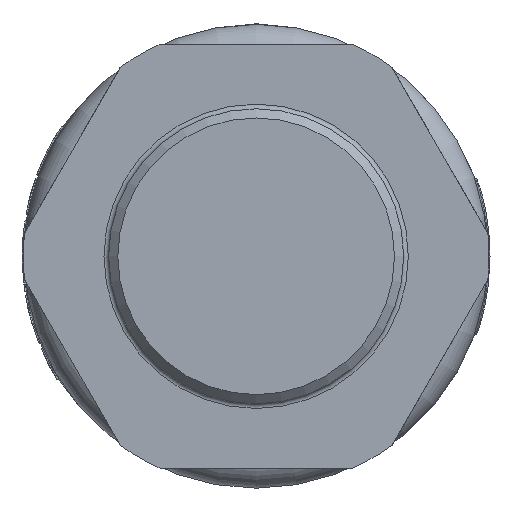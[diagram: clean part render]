
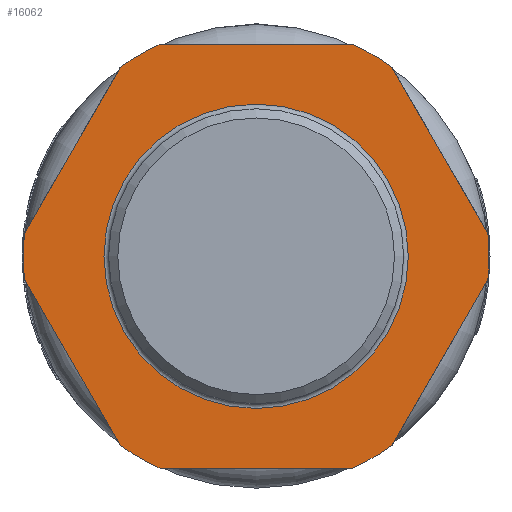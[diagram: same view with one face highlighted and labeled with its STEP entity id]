
A CAD part, left-side view. The second image highlights one B-rep face of the part: STEP entity #16062.
In plain terms, the highlighted planar face has unit normal (-1, 0, 0).
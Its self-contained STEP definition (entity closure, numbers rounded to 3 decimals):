
#1146=FACE_BOUND('',#3260,.T.);
#1592=PLANE('',#17505);
#2366=FACE_OUTER_BOUND('',#3259,.T.);
#3259=EDGE_LOOP('',(#13631,#13632,#13633,#13634,#13635,#13636,#13637,#13638,
#13639,#13640,#13641,#13642));
#3260=EDGE_LOOP('',(#13643,#13644));
#3983=LINE('',#31896,#4679);
#3986=LINE('',#31926,#4682);
#3989=LINE('',#31956,#4685);
#3992=LINE('',#31986,#4688);
#3995=LINE('',#32016,#4691);
#3998=LINE('',#32046,#4694);
#4679=VECTOR('',#20877,10.);
#4682=VECTOR('',#20882,10.);
#4685=VECTOR('',#20887,10.);
#4688=VECTOR('',#20892,10.);
#4691=VECTOR('',#20897,10.);
#4694=VECTOR('',#20902,10.);
#5455=CIRCLE('',#17496,25.25);
#5456=CIRCLE('',#17498,25.25);
#5457=CIRCLE('',#17500,25.25);
#5458=CIRCLE('',#17502,25.25);
#5459=CIRCLE('',#17504,25.25);
#5460=CIRCLE('',#17506,25.25);
#5461=CIRCLE('',#17507,16.5);
#5462=CIRCLE('',#17508,16.5);
#6957=VERTEX_POINT('',#31893);
#6958=VERTEX_POINT('',#31895);
#6961=VERTEX_POINT('',#31923);
#6962=VERTEX_POINT('',#31925);
#6965=VERTEX_POINT('',#31953);
#6966=VERTEX_POINT('',#31955);
#6969=VERTEX_POINT('',#31983);
#6970=VERTEX_POINT('',#31985);
#6973=VERTEX_POINT('',#32013);
#6974=VERTEX_POINT('',#32015);
#6977=VERTEX_POINT('',#32043);
#6978=VERTEX_POINT('',#32045);
#6980=VERTEX_POINT('',#32070);
#6981=VERTEX_POINT('',#32071);
#9210=EDGE_CURVE('',#6958,#6957,#3983,.T.);
#9214=EDGE_CURVE('',#6962,#6961,#3986,.T.);
#9218=EDGE_CURVE('',#6966,#6965,#3989,.T.);
#9222=EDGE_CURVE('',#6970,#6969,#3992,.T.);
#9226=EDGE_CURVE('',#6974,#6973,#3995,.T.);
#9230=EDGE_CURVE('',#6978,#6977,#3998,.T.);
#9240=EDGE_CURVE('',#6978,#6965,#5455,.T.);
#9241=EDGE_CURVE('',#6966,#6969,#5456,.T.);
#9242=EDGE_CURVE('',#6962,#6973,#5457,.T.);
#9243=EDGE_CURVE('',#6970,#6961,#5458,.T.);
#9244=EDGE_CURVE('',#6958,#6977,#5459,.T.);
#9245=EDGE_CURVE('',#6974,#6957,#5460,.T.);
#9246=EDGE_CURVE('',#6980,#6981,#5461,.T.);
#9247=EDGE_CURVE('',#6981,#6980,#5462,.T.);
#13631=ORIENTED_EDGE('',*,*,#9210,.T.);
#13632=ORIENTED_EDGE('',*,*,#9245,.F.);
#13633=ORIENTED_EDGE('',*,*,#9226,.T.);
#13634=ORIENTED_EDGE('',*,*,#9242,.F.);
#13635=ORIENTED_EDGE('',*,*,#9214,.T.);
#13636=ORIENTED_EDGE('',*,*,#9243,.F.);
#13637=ORIENTED_EDGE('',*,*,#9222,.T.);
#13638=ORIENTED_EDGE('',*,*,#9241,.F.);
#13639=ORIENTED_EDGE('',*,*,#9218,.T.);
#13640=ORIENTED_EDGE('',*,*,#9240,.F.);
#13641=ORIENTED_EDGE('',*,*,#9230,.T.);
#13642=ORIENTED_EDGE('',*,*,#9244,.F.);
#13643=ORIENTED_EDGE('',*,*,#9246,.T.);
#13644=ORIENTED_EDGE('',*,*,#9247,.T.);
#16062=ADVANCED_FACE('',(#2366,#1146),#1592,.T.);
#17496=AXIS2_PLACEMENT_3D('',#32059,#20924,#20925);
#17498=AXIS2_PLACEMENT_3D('',#32061,#20928,#20929);
#17500=AXIS2_PLACEMENT_3D('',#32063,#20932,#20933);
#17502=AXIS2_PLACEMENT_3D('',#32065,#20936,#20937);
#17504=AXIS2_PLACEMENT_3D('',#32067,#20940,#20941);
#17505=AXIS2_PLACEMENT_3D('',#32068,#20942,#20943);
#17506=AXIS2_PLACEMENT_3D('',#32069,#20944,#20945);
#17507=AXIS2_PLACEMENT_3D('',#32072,#20946,#20947);
#17508=AXIS2_PLACEMENT_3D('',#32073,#20948,#20949);
#20877=DIRECTION('',(0.,0.5,0.866));
#20882=DIRECTION('',(0.,0.5,-0.866));
#20887=DIRECTION('',(0.,-1.,0.));
#20892=DIRECTION('',(0.,-0.5,-0.866));
#20897=DIRECTION('',(0.,1.,0.));
#20902=DIRECTION('',(0.,-0.5,0.866));
#20924=DIRECTION('center_axis',(1.,0.,0.));
#20925=DIRECTION('ref_axis',(0.,-1.,0.));
#20928=DIRECTION('center_axis',(1.,0.,0.));
#20929=DIRECTION('ref_axis',(0.,-1.,0.));
#20932=DIRECTION('center_axis',(1.,0.,0.));
#20933=DIRECTION('ref_axis',(0.,-1.,0.));
#20936=DIRECTION('center_axis',(1.,0.,0.));
#20937=DIRECTION('ref_axis',(0.,-1.,0.));
#20940=DIRECTION('center_axis',(1.,0.,0.));
#20941=DIRECTION('ref_axis',(0.,-1.,0.));
#20942=DIRECTION('center_axis',(-1.,0.,0.));
#20943=DIRECTION('ref_axis',(0.,1.,0.));
#20944=DIRECTION('center_axis',(1.,0.,0.));
#20945=DIRECTION('ref_axis',(0.,-1.,0.));
#20946=DIRECTION('center_axis',(1.,0.,0.));
#20947=DIRECTION('ref_axis',(0.,-1.,0.));
#20948=DIRECTION('center_axis',(1.,0.,0.));
#20949=DIRECTION('ref_axis',(0.,-1.,0.));
#31893=CARTESIAN_POINT('',(-36.9,-14.709,20.523));
#31895=CARTESIAN_POINT('',(-36.9,-25.128,2.477));
#31896=CARTESIAN_POINT('',(-36.9,-27.99,-2.48));
#31923=CARTESIAN_POINT('',(-36.9,25.128,2.477));
#31925=CARTESIAN_POINT('',(-36.9,14.709,20.523));
#31926=CARTESIAN_POINT('',(-36.9,22.781,6.543));
#31953=CARTESIAN_POINT('',(-36.9,-10.419,-23.));
#31955=CARTESIAN_POINT('',(-36.9,10.419,-23.));
#31956=CARTESIAN_POINT('',(-36.9,5.21,-23.));
#31983=CARTESIAN_POINT('',(-36.9,14.709,-20.523));
#31985=CARTESIAN_POINT('',(-36.9,25.128,-2.477));
#31986=CARTESIAN_POINT('',(-36.9,17.057,-16.457));
#32013=CARTESIAN_POINT('',(-36.9,10.419,23.));
#32015=CARTESIAN_POINT('',(-36.9,-10.419,23.));
#32016=CARTESIAN_POINT('',(-36.9,-5.21,23.));
#32043=CARTESIAN_POINT('',(-36.9,-25.128,-2.477));
#32045=CARTESIAN_POINT('',(-36.9,-14.709,-20.523));
#32046=CARTESIAN_POINT('',(-36.9,-11.847,-25.48));
#32059=CARTESIAN_POINT('Origin',(-36.9,0.,0.));
#32061=CARTESIAN_POINT('Origin',(-36.9,0.,0.));
#32063=CARTESIAN_POINT('Origin',(-36.9,0.,0.));
#32065=CARTESIAN_POINT('Origin',(-36.9,0.,0.));
#32067=CARTESIAN_POINT('Origin',(-36.9,0.,0.));
#32068=CARTESIAN_POINT('Origin',(-36.9,0.,-25.25));
#32069=CARTESIAN_POINT('Origin',(-36.9,0.,0.));
#32070=CARTESIAN_POINT('',(-36.9,0.,-16.5));
#32071=CARTESIAN_POINT('',(-36.9,16.5,0.));
#32072=CARTESIAN_POINT('Origin',(-36.9,0.,0.));
#32073=CARTESIAN_POINT('Origin',(-36.9,0.,0.));
